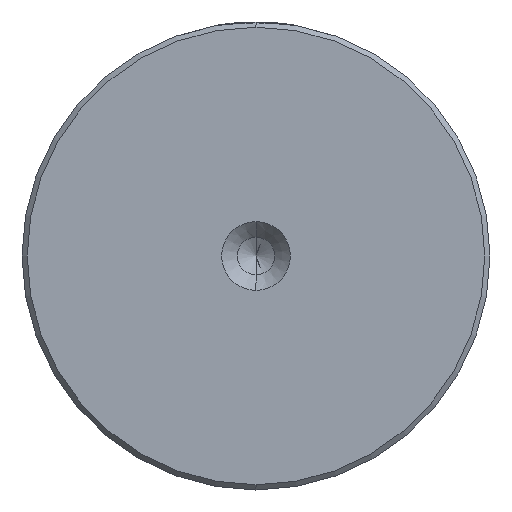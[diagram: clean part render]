
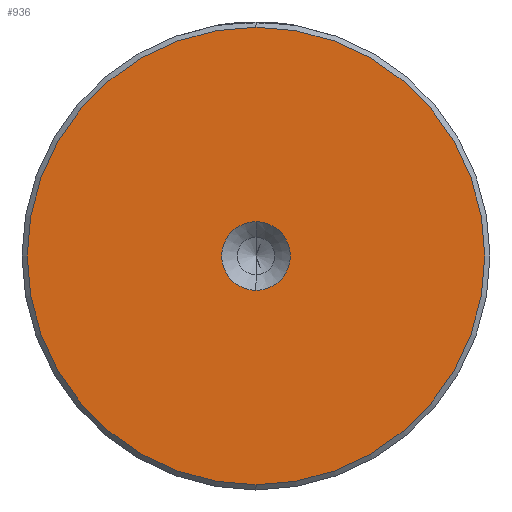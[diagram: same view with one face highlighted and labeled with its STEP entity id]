
A CAD part, left-side view. The second image highlights one B-rep face of the part: STEP entity #936.
In plain terms, the highlighted planar face has unit normal (-1, 0, 0).
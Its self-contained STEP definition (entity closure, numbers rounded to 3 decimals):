
#43 = AXIS2_PLACEMENT_3D ( 'NONE', #549, #1893, #759 ) ;
#81 = AXIS2_PLACEMENT_3D ( 'NONE', #1881, #745, #2092 ) ;
#125 = PLANE ( 'NONE',  #1392 ) ;
#280 = DIRECTION ( 'NONE',  ( 0., 0., 1. ) ) ;
#333 = VERTEX_POINT ( 'NONE', #509 ) ;
#391 = CIRCLE ( 'NONE', #1508, 3.3 ) ;
#484 = AXIS2_PLACEMENT_3D ( 'NONE', #871, #857, #280 ) ;
#491 = VERTEX_POINT ( 'NONE', #719 ) ;
#506 = CARTESIAN_POINT ( 'NONE',  ( 0., 0., 0. ) ) ;
#509 = CARTESIAN_POINT ( 'NONE',  ( 0., 0., 22. ) ) ;
#549 = CARTESIAN_POINT ( 'NONE',  ( 0., 0., 0. ) ) ;
#708 = DIRECTION ( 'NONE',  ( -1., 0., 0. ) ) ;
#719 = CARTESIAN_POINT ( 'NONE',  ( 0., 0., 3.3 ) ) ;
#723 = EDGE_LOOP ( 'NONE', ( #1548, #1582 ) ) ;
#745 = DIRECTION ( 'NONE',  ( -1., 0., 0. ) ) ;
#759 = DIRECTION ( 'NONE',  ( 0., 0., 1. ) ) ;
#827 = EDGE_CURVE ( 'NONE', #491, #2322, #1762, .T. ) ;
#834 = CIRCLE ( 'NONE', #43, 22. ) ;
#857 = DIRECTION ( 'NONE',  ( -1., 0., 0. ) ) ;
#859 = DIRECTION ( 'NONE',  ( -1., 0., 0. ) ) ;
#871 = CARTESIAN_POINT ( 'NONE',  ( 0., 0., 0. ) ) ;
#936 = ADVANCED_FACE ( 'NONE', ( #1585, #1080 ), #125, .T. ) ;
#1019 = EDGE_CURVE ( 'NONE', #333, #2359, #834, .T. ) ;
#1080 = FACE_BOUND ( 'NONE', #1290, .T. ) ;
#1121 = ORIENTED_EDGE ( 'NONE', *, *, #2188, .F. ) ;
#1272 = CIRCLE ( 'NONE', #81, 22. ) ;
#1290 = EDGE_LOOP ( 'NONE', ( #1771, #1121 ) ) ;
#1392 = AXIS2_PLACEMENT_3D ( 'NONE', #506, #708, #2049 ) ;
#1508 = AXIS2_PLACEMENT_3D ( 'NONE', #2000, #859, #2196 ) ;
#1548 = ORIENTED_EDGE ( 'NONE', *, *, #2026, .T. ) ;
#1582 = ORIENTED_EDGE ( 'NONE', *, *, #1019, .T. ) ;
#1585 = FACE_OUTER_BOUND ( 'NONE', #723, .T. ) ;
#1672 = CARTESIAN_POINT ( 'NONE',  ( 0., 0., -3.3 ) ) ;
#1762 = CIRCLE ( 'NONE', #484, 3.3 ) ;
#1771 = ORIENTED_EDGE ( 'NONE', *, *, #827, .F. ) ;
#1794 = CARTESIAN_POINT ( 'NONE',  ( 0., 0., -22. ) ) ;
#1881 = CARTESIAN_POINT ( 'NONE',  ( 0., 0., 0. ) ) ;
#1893 = DIRECTION ( 'NONE',  ( -1., 0., 0. ) ) ;
#2000 = CARTESIAN_POINT ( 'NONE',  ( 0., 0., 0. ) ) ;
#2026 = EDGE_CURVE ( 'NONE', #2359, #333, #1272, .T. ) ;
#2049 = DIRECTION ( 'NONE',  ( 0., 0., 1. ) ) ;
#2092 = DIRECTION ( 'NONE',  ( 0., 0., 1. ) ) ;
#2188 = EDGE_CURVE ( 'NONE', #2322, #491, #391, .T. ) ;
#2196 = DIRECTION ( 'NONE',  ( 0., 0., 1. ) ) ;
#2322 = VERTEX_POINT ( 'NONE', #1672 ) ;
#2359 = VERTEX_POINT ( 'NONE', #1794 ) ;
